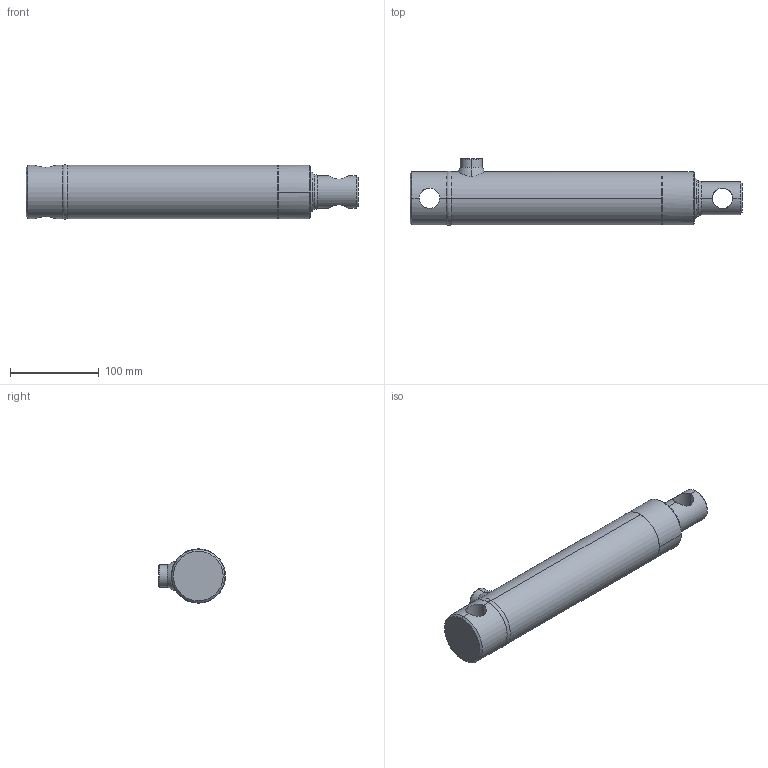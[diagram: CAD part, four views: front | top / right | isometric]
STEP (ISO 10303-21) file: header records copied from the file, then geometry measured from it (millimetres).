
FILE_DESCRIPTION (( 'STEP AP203' ), '1' );
FILE_NAME ('640.2.STEP', '2014-03-26T07:41:34', ( '' ), ( '' ), 'SwSTEP 2.0', 'SolidWorks 2013', '' );
FILE_SCHEMA (( 'CONFIG_CONTROL_DESIGN' ));
Length unit declared in the file: millimetre
Products named in the file (1): 640.2
Bounding box: 374 x 75.42 x 61.28 mm (x, y, z)
Surface area: 117965.9 mm2 (no closed solid volume)
Topology: 0 solids, 8 shells, 60 faces, 153 edges, 96 vertices
Faces by surface type: cylinder 23, cone 21, plane 10, torus 6
Entity records: 2455 total; most frequent: CARTESIAN_POINT 920, DIRECTION 333, ORIENTED_EDGE 270, EDGE_CURVE 153, AXIS2_PLACEMENT_3D 139, VERTEX_POINT 96, CIRCLE 78, EDGE_LOOP 66
